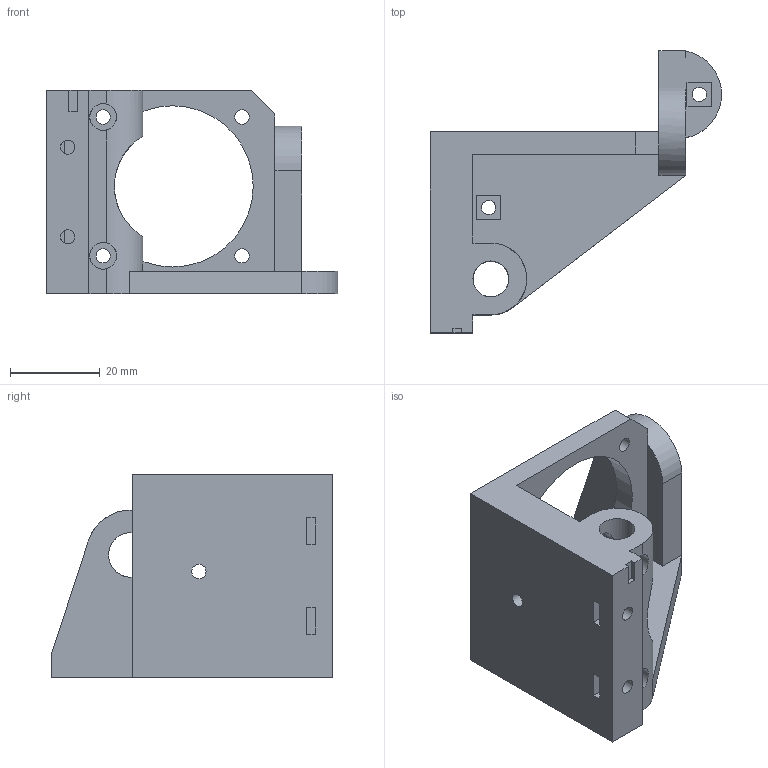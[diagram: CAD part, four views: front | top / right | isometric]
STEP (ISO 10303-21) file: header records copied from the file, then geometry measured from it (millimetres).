
FILE_DESCRIPTION(/* description */ (''),/* implementation_level */ '2;1');
FILE_NAME(/* name */ 'xy_motor_carrier_left.step',/* time_stamp */ '2016-03-01T13:47:06+01:00',/* author */ (''),/* organization */ (''),/* preprocessor_version */ 'ST-DEVELOPER v16.2',/* originating_system */ 'Autodesk Translation Framework v4.3.0.3010',/* authorisation */ '');
FILE_SCHEMA (('AUTOMOTIVE_DESIGN { 1 0 10303 214 3 1 1 }'));
Length unit declared in the file: centimetre
Products named in the file (1): xy_motor_carrier_left v4
Bounding box: 65.02 x 62.96 x 45.5 mm (x, y, z)
Volume: 31987 mm3; surface area: 15859.2 mm2
Topology: 1 solids, 1 shells, 77 faces, 227 edges, 149 vertices
Faces by surface type: plane 55, cylinder 22
Full cylindrical faces by diameter (mm): 3.2 x11, 6 x4, 8 x1, 10 x1, 36 x1
Entity records: 3303 total; most frequent: CARTESIAN_POINT 1268, ORIENTED_EDGE 396, DIRECTION 386, EDGE_CURVE 198, LINE 142, VECTOR 142, VERTEX_POINT 140, EDGE_LOOP 132
